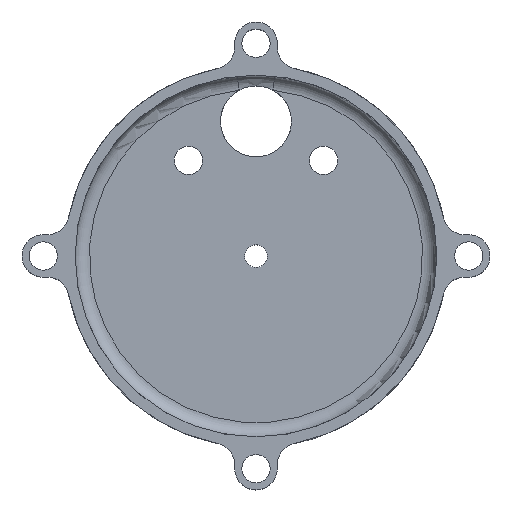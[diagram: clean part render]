
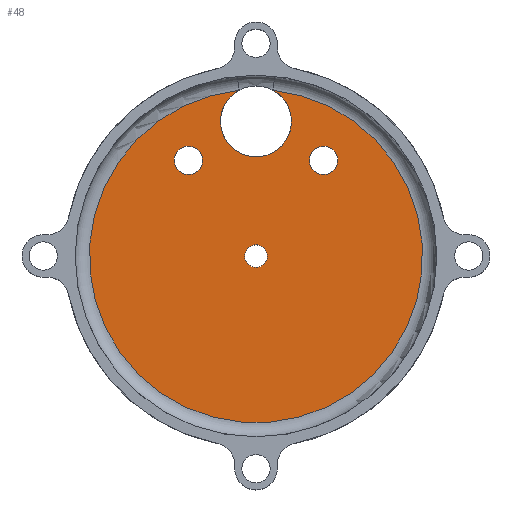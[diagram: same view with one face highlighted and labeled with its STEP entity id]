
A CAD part, top view. The second image highlights one B-rep face of the part: STEP entity #48.
In plain terms, the highlighted planar face has unit normal (0, 0, 1).
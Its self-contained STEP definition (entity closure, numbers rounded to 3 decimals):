
#48=ADVANCED_FACE('',(#93,#95,#97,#99),#101,.T.);
#93=FACE_BOUND('',#94,.T.);
#94=EDGE_LOOP('',(#534,#535,#536));
#95=FACE_BOUND('',#96,.T.);
#96=EDGE_LOOP('',(#537));
#97=FACE_BOUND('',#98,.T.);
#98=EDGE_LOOP('',(#538));
#99=FACE_BOUND('',#100,.T.);
#100=EDGE_LOOP('',(#539));
#101=PLANE('',#102);
#102=AXIS2_PLACEMENT_3D('',#103,#104,#105);
#103=CARTESIAN_POINT('',(0.,0.,3.));
#104=DIRECTION('',(0.,0.,1.));
#105=DIRECTION('',(-1.,0.,0.));
#534=ORIENTED_EDGE('',*,*,#766,.F.);
#535=ORIENTED_EDGE('',*,*,#767,.T.);
#536=ORIENTED_EDGE('',*,*,#768,.T.);
#537=ORIENTED_EDGE('',*,*,#769,.T.);
#538=ORIENTED_EDGE('',*,*,#770,.T.);
#539=ORIENTED_EDGE('',*,*,#771,.T.);
#766=EDGE_CURVE('',#882,#883,#884,.F.);
#767=EDGE_CURVE('',#882,#885,#886,.F.);
#768=EDGE_CURVE('',#885,#883,#887,.F.);
#769=EDGE_CURVE('',#888,#888,#889,.F.);
#770=EDGE_CURVE('',#890,#890,#891,.F.);
#771=EDGE_CURVE('',#892,#892,#893,.F.);
#882=VERTEX_POINT('',#1082);
#883=VERTEX_POINT('',#1083);
#884=CIRCLE('',#1084,23.5);
#885=VERTEX_POINT('',#1088);
#886=CIRCLE('',#1089,5.);
#887=CIRCLE('',#1093,5.);
#888=VERTEX_POINT('',#1097);
#889=CIRCLE('',#1098,1.6);
#890=VERTEX_POINT('',#1102);
#891=CIRCLE('',#1103,2.);
#892=VERTEX_POINT('',#1107);
#893=CIRCLE('',#1108,2.);
#1082=CARTESIAN_POINT('',(2.421,23.375,3.));
#1083=CARTESIAN_POINT('',(-2.421,23.375,3.));
#1084=AXIS2_PLACEMENT_3D('',#1085,#1086,#1087);
#1085=CARTESIAN_POINT('',(0.,0.,3.));
#1086=DIRECTION('',(0.,0.,1.));
#1087=DIRECTION('',(-0.103,0.995,0.));
#1088=CARTESIAN_POINT('',(-5.,19.,3.));
#1089=AXIS2_PLACEMENT_3D('',#1090,#1091,#1092);
#1090=CARTESIAN_POINT('',(0.,19.,3.));
#1091=DIRECTION('',(0.,0.,1.));
#1092=DIRECTION('',(-1.,0.,0.));
#1093=AXIS2_PLACEMENT_3D('',#1094,#1095,#1096);
#1094=CARTESIAN_POINT('',(0.,19.,3.));
#1095=DIRECTION('',(0.,0.,1.));
#1096=DIRECTION('',(-0.484,0.875,0.));
#1097=CARTESIAN_POINT('',(-1.6,0.,3.));
#1098=AXIS2_PLACEMENT_3D('',#1099,#1100,#1101);
#1099=CARTESIAN_POINT('',(0.,0.,3.));
#1100=DIRECTION('',(0.,0.,1.));
#1101=DIRECTION('',(-1.,0.,0.));
#1102=CARTESIAN_POINT('',(7.526,13.5,3.));
#1103=AXIS2_PLACEMENT_3D('',#1104,#1105,#1106);
#1104=CARTESIAN_POINT('',(9.526,13.5,3.));
#1105=DIRECTION('',(0.,0.,1.));
#1106=DIRECTION('',(-1.,0.,0.));
#1107=CARTESIAN_POINT('',(-11.526,13.5,3.));
#1108=AXIS2_PLACEMENT_3D('',#1109,#1110,#1111);
#1109=CARTESIAN_POINT('',(-9.526,13.5,3.));
#1110=DIRECTION('',(0.,0.,1.));
#1111=DIRECTION('',(-1.,0.,0.));
